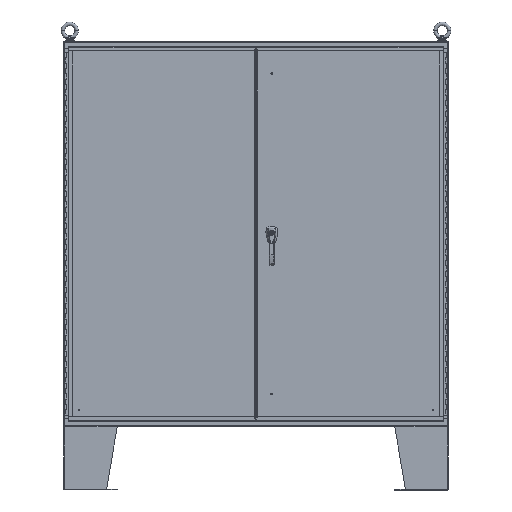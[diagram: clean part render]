
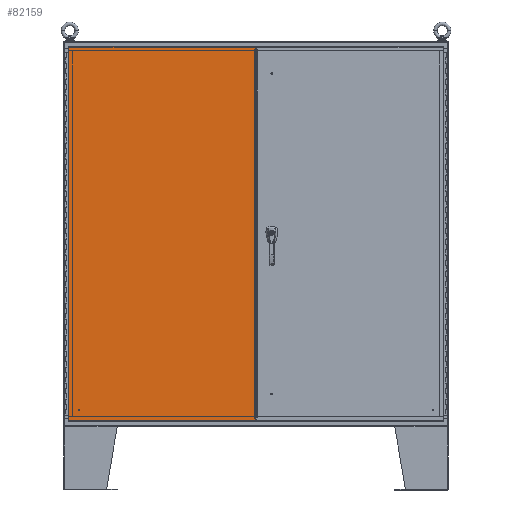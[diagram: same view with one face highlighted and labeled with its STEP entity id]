
A CAD part, front view. The second image highlights one B-rep face of the part: STEP entity #82159.
In plain terms, the highlighted planar face has unit normal (0, -1, 0).
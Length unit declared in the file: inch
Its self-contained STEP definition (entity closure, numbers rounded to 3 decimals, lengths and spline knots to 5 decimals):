
#1064 = VECTOR ( 'NONE', #24934, 39.37008 ) ;
#1725 = VECTOR ( 'NONE', #5580, 39.37008 ) ;
#2808 = CARTESIAN_POINT ( 'NONE',  ( -0.26825, -21.723, 34.982 ) ) ;
#4777 = CARTESIAN_POINT ( 'NONE',  ( -35.10725, -21.723, 34.982 ) ) ;
#5079 = VERTEX_POINT ( 'NONE', #16056 ) ;
#5580 = DIRECTION ( 'NONE',  ( 0., 0., -1. ) ) ;
#8301 = ORIENTED_EDGE ( 'NONE', *, *, #84716, .F. ) ;
#8451 = CARTESIAN_POINT ( 'NONE',  ( -0.26825, -21.723, -34.608 ) ) ;
#9070 = EDGE_LOOP ( 'NONE', ( #54370, #8301, #53154, #49675, #12349, #36892 ) ) ;
#12349 = ORIENTED_EDGE ( 'NONE', *, *, #29475, .F. ) ;
#15269 = VERTEX_POINT ( 'NONE', #55914 ) ;
#15413 = CARTESIAN_POINT ( 'NONE',  ( -35.10725, -21.723, 34.982 ) ) ;
#15531 = VERTEX_POINT ( 'NONE', #2808 ) ;
#16056 = CARTESIAN_POINT ( 'NONE',  ( -0.26825, -21.723, 34.608 ) ) ;
#19848 = VECTOR ( 'NONE', #33558, 39.37008 ) ;
#20661 = DIRECTION ( 'NONE',  ( 0., 0., -1. ) ) ;
#21160 = VECTOR ( 'NONE', #72978, 39.37008 ) ;
#24934 = DIRECTION ( 'NONE',  ( 0., 0., 1. ) ) ;
#26300 = CARTESIAN_POINT ( 'NONE',  ( -35.10725, -21.723, 34.982 ) ) ;
#29475 = EDGE_CURVE ( 'NONE', #64152, #76482, #81204, .T. ) ;
#31185 = VERTEX_POINT ( 'NONE', #8451 ) ;
#31904 = CARTESIAN_POINT ( 'NONE',  ( -35.10725, -21.723, 34.982 ) ) ;
#32513 = CARTESIAN_POINT ( 'NONE',  ( -35.10725, -21.723, -34.982 ) ) ;
#33558 = DIRECTION ( 'NONE',  ( 1., 0., 0. ) ) ;
#34156 = EDGE_CURVE ( 'NONE', #76482, #15531, #64157, .T. ) ;
#36892 = ORIENTED_EDGE ( 'NONE', *, *, #62577, .F. ) ;
#38862 = CARTESIAN_POINT ( 'NONE',  ( -35.10725, -21.723, -34.982 ) ) ;
#49675 = ORIENTED_EDGE ( 'NONE', *, *, #34156, .F. ) ;
#53154 = ORIENTED_EDGE ( 'NONE', *, *, #95424, .F. ) ;
#54370 = ORIENTED_EDGE ( 'NONE', *, *, #99491, .F. ) ;
#55914 = CARTESIAN_POINT ( 'NONE',  ( -0.26825, -21.723, -34.982 ) ) ;
#57953 = CARTESIAN_POINT ( 'NONE',  ( -0.26825, -21.723, 34.982 ) ) ;
#59493 = AXIS2_PLACEMENT_3D ( 'NONE', #26300, #65941, #82036 ) ;
#62577 = EDGE_CURVE ( 'NONE', #15269, #64152, #82360, .T. ) ;
#64152 = VERTEX_POINT ( 'NONE', #38862 ) ;
#64157 = LINE ( 'NONE', #15413, #19848 ) ;
#65941 = DIRECTION ( 'NONE',  ( 0., 1., 0. ) ) ;
#67011 = PLANE ( 'NONE',  #59493 ) ;
#72978 = DIRECTION ( 'NONE',  ( 0., 0., -1. ) ) ;
#74503 = FACE_OUTER_BOUND ( 'NONE', #9070, .T. ) ;
#75460 = CARTESIAN_POINT ( 'NONE',  ( -0.26825, -21.723, 34.982 ) ) ;
#76278 = VECTOR ( 'NONE', #20661, 39.37008 ) ;
#76482 = VERTEX_POINT ( 'NONE', #4777 ) ;
#81204 = LINE ( 'NONE', #31904, #1064 ) ;
#82036 = DIRECTION ( 'NONE',  ( 0., 0., 1. ) ) ;
#82159 = ADVANCED_FACE ( 'NONE', ( #74503 ), #67011, .F. ) ;
#82360 = LINE ( 'NONE', #32513, #104442 ) ;
#84716 = EDGE_CURVE ( 'NONE', #5079, #31185, #102596, .T. ) ;
#95424 = EDGE_CURVE ( 'NONE', #15531, #5079, #97653, .T. ) ;
#95652 = LINE ( 'NONE', #75460, #76278 ) ;
#96158 = CARTESIAN_POINT ( 'NONE',  ( -0.26825, -21.723, 34.982 ) ) ;
#97653 = LINE ( 'NONE', #57953, #21160 ) ;
#97915 = DIRECTION ( 'NONE',  ( -1., 0., 0. ) ) ;
#99491 = EDGE_CURVE ( 'NONE', #31185, #15269, #95652, .T. ) ;
#102596 = LINE ( 'NONE', #96158, #1725 ) ;
#104442 = VECTOR ( 'NONE', #97915, 39.37008 ) ;
